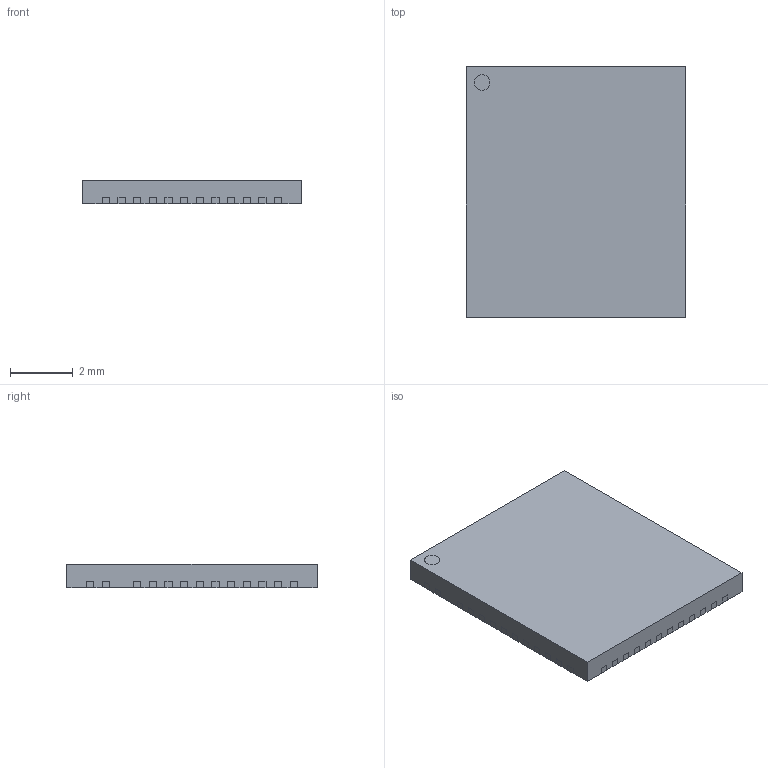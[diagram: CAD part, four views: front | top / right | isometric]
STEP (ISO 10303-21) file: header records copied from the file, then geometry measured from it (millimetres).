
FILE_DESCRIPTION(/* description */ (''),/* implementation_level */ '2;1');
FILE_NAME(/* name */ 'LINEAR_LTC3886.stp',/* time_stamp */ '2015-11-27T15:53:01+01:00',/* author */ ('bcivel'),/* organization */ (''),/* preprocessor_version */ 'ST-DEVELOPER v15.5',/* originating_system */ 'AutoCAD Mechanical',/* authorisation */ '');
FILE_SCHEMA (('AUTOMOTIVE_DESIGN { 1 0 10303 214 3 1 1 }'));
Length unit declared in the file: millimetre
Products named in the file (1): Product
Bounding box: 7 x 8 x 0.75 mm (x, y, z)
Volume: 42 mm3; surface area: 211.1 mm2
Topology: 49 solids, 49 shells, 490 faces, 1170 edges, 780 vertices
Faces by surface type: plane 388, cylinder 102
Full cylindrical faces by diameter (mm): 0.5 x2
Entity records: 14066 total; most frequent: CARTESIAN_POINT 2439, DIRECTION 2354, ORIENTED_EDGE 2336, EDGE_CURVE 1168, LINE 964, VECTOR 964, VERTEX_POINT 780, AXIS2_PLACEMENT_3D 695
